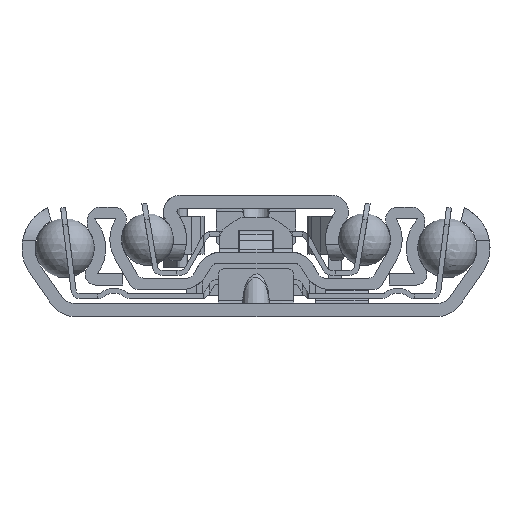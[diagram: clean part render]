
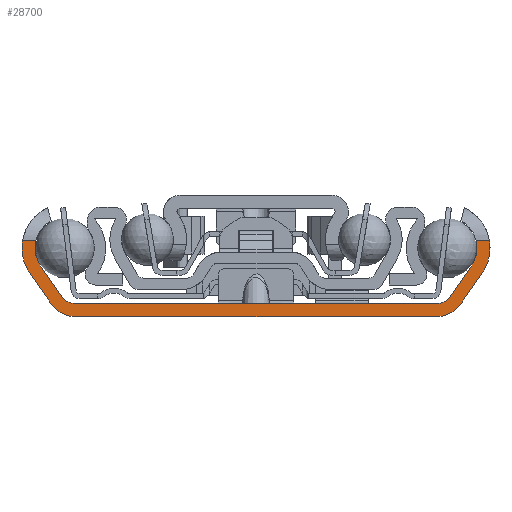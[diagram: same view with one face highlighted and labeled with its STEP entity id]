
A CAD part, left-side view. The second image highlights one B-rep face of the part: STEP entity #28700.
In plain terms, the highlighted planar face has unit normal (-1, 0, 0).
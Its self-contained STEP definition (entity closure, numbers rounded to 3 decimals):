
#555=PLANE('',#30693);
#1683=FACE_OUTER_BOUND('',#3178,.T.);
#3178=EDGE_LOOP('',(#20072,#20073,#20074,#20075,#20076,#20077,#20078,#20079,
#20080,#20081,#20082,#20083,#20084,#20085,#20086,#20087));
#4649=LINE('',#42189,#7452);
#4865=LINE('',#43621,#7668);
#4913=LINE('',#43818,#7716);
#4914=LINE('',#43833,#7717);
#4918=LINE('',#43844,#7721);
#4920=LINE('',#43851,#7723);
#4923=LINE('',#43860,#7726);
#4925=LINE('',#43867,#7728);
#7452=VECTOR('',#33329,10.);
#7668=VECTOR('',#34091,10.);
#7716=VECTOR('',#34231,10.);
#7717=VECTOR('',#34236,10.);
#7721=VECTOR('',#34252,10.);
#7723=VECTOR('',#34260,10.);
#7726=VECTOR('',#34273,10.);
#7728=VECTOR('',#34281,10.);
#10360=CIRCLE('',#30553,6.725);
#10369=CIRCLE('',#30564,4.75);
#10406=CIRCLE('',#30678,4.5);
#10407=CIRCLE('',#30681,4.75);
#10408=CIRCLE('',#30684,2.25);
#10409=CIRCLE('',#30686,2.25);
#10410=CIRCLE('',#30689,6.725);
#10411=CIRCLE('',#30692,4.5);
#11628=VERTEX_POINT('',#42187);
#11629=VERTEX_POINT('',#42188);
#11839=VERTEX_POINT('',#43363);
#11840=VERTEX_POINT('',#43376);
#11852=VERTEX_POINT('',#43406);
#11853=VERTEX_POINT('',#43417);
#11916=VERTEX_POINT('',#43619);
#11917=VERTEX_POINT('',#43620);
#11954=VERTEX_POINT('',#43804);
#11956=VERTEX_POINT('',#43821);
#11958=VERTEX_POINT('',#43840);
#11959=VERTEX_POINT('',#43846);
#11960=VERTEX_POINT('',#43850);
#11961=VERTEX_POINT('',#43856);
#11962=VERTEX_POINT('',#43862);
#11963=VERTEX_POINT('',#43866);
#14585=EDGE_CURVE('',#11628,#11629,#4649,.T.);
#14890=EDGE_CURVE('',#11839,#11840,#10360,.T.);
#14907=EDGE_CURVE('',#11852,#11853,#10369,.T.);
#15009=EDGE_CURVE('',#11916,#11917,#4865,.T.);
#15079=EDGE_CURVE('',#11954,#11852,#4913,.T.);
#15082=EDGE_CURVE('',#11956,#11839,#4914,.T.);
#15086=EDGE_CURVE('',#11958,#11916,#10406,.T.);
#15088=EDGE_CURVE('',#11840,#11958,#4918,.T.);
#15090=EDGE_CURVE('',#11959,#11956,#10407,.T.);
#15091=EDGE_CURVE('',#11960,#11959,#4920,.T.);
#15093=EDGE_CURVE('',#11629,#11960,#10408,.T.);
#15094=EDGE_CURVE('',#11961,#11628,#10409,.T.);
#15096=EDGE_CURVE('',#11853,#11961,#4923,.T.);
#15098=EDGE_CURVE('',#11962,#11954,#10410,.T.);
#15099=EDGE_CURVE('',#11963,#11962,#4925,.T.);
#15101=EDGE_CURVE('',#11917,#11963,#10411,.T.);
#20072=ORIENTED_EDGE('',*,*,#15082,.F.);
#20073=ORIENTED_EDGE('',*,*,#15090,.F.);
#20074=ORIENTED_EDGE('',*,*,#15091,.F.);
#20075=ORIENTED_EDGE('',*,*,#15093,.F.);
#20076=ORIENTED_EDGE('',*,*,#14585,.F.);
#20077=ORIENTED_EDGE('',*,*,#15094,.F.);
#20078=ORIENTED_EDGE('',*,*,#15096,.F.);
#20079=ORIENTED_EDGE('',*,*,#14907,.F.);
#20080=ORIENTED_EDGE('',*,*,#15079,.F.);
#20081=ORIENTED_EDGE('',*,*,#15098,.F.);
#20082=ORIENTED_EDGE('',*,*,#15099,.F.);
#20083=ORIENTED_EDGE('',*,*,#15101,.F.);
#20084=ORIENTED_EDGE('',*,*,#15009,.F.);
#20085=ORIENTED_EDGE('',*,*,#15086,.F.);
#20086=ORIENTED_EDGE('',*,*,#15088,.F.);
#20087=ORIENTED_EDGE('',*,*,#14890,.F.);
#28700=ADVANCED_FACE('',(#1683),#555,.F.);
#30553=AXIS2_PLACEMENT_3D('',#43377,#33861,#33862);
#30564=AXIS2_PLACEMENT_3D('',#43418,#33890,#33891);
#30678=AXIS2_PLACEMENT_3D('',#43841,#34247,#34248);
#30681=AXIS2_PLACEMENT_3D('',#43848,#34256,#34257);
#30684=AXIS2_PLACEMENT_3D('',#43854,#34264,#34265);
#30686=AXIS2_PLACEMENT_3D('',#43857,#34268,#34269);
#30689=AXIS2_PLACEMENT_3D('',#43864,#34277,#34278);
#30692=AXIS2_PLACEMENT_3D('',#43870,#34285,#34286);
#30693=AXIS2_PLACEMENT_3D('',#43871,#34287,#34288);
#33329=DIRECTION('',(0.,-1.,0.));
#33861=DIRECTION('center_axis',(1.,0.,0.));
#33862=DIRECTION('ref_axis',(0.,-0.421,0.907));
#33890=DIRECTION('center_axis',(-1.,0.,0.));
#33891=DIRECTION('ref_axis',(0.,-0.819,0.574));
#34091=DIRECTION('',(0.,1.,0.));
#34231=DIRECTION('',(0.,-1.,0.));
#34236=DIRECTION('',(0.,-1.,0.));
#34247=DIRECTION('center_axis',(1.,0.,0.));
#34248=DIRECTION('ref_axis',(0.,-0.819,-0.574));
#34252=DIRECTION('',(0.,0.574,-0.819));
#34256=DIRECTION('center_axis',(-1.,0.,0.));
#34257=DIRECTION('ref_axis',(0.,0.489,-0.872));
#34260=DIRECTION('',(0.,-0.574,0.819));
#34264=DIRECTION('center_axis',(-1.,0.,0.));
#34265=DIRECTION('ref_axis',(0.,0.819,0.574));
#34268=DIRECTION('center_axis',(-1.,0.,0.));
#34269=DIRECTION('ref_axis',(0.,0.,1.));
#34273=DIRECTION('',(0.,-0.574,-0.819));
#34277=DIRECTION('center_axis',(1.,0.,0.));
#34278=DIRECTION('ref_axis',(0.,0.819,-0.574));
#34281=DIRECTION('',(0.,0.574,0.819));
#34285=DIRECTION('center_axis',(1.,0.,0.));
#34286=DIRECTION('ref_axis',(0.,0.,-1.));
#34287=DIRECTION('center_axis',(1.,0.,0.));
#34288=DIRECTION('ref_axis',(0.,0.,-1.));
#42187=CARTESIAN_POINT('',(0.,27.471,2.));
#42188=CARTESIAN_POINT('',(0.,-27.471,2.));
#42189=CARTESIAN_POINT('',(0.,27.471,2.));
#43363=CARTESIAN_POINT('',(0.,-35.359,11.5));
#43376=CARTESIAN_POINT('',(0.,-34.234,6.543));
#43377=CARTESIAN_POINT('Origin',(0.,-28.725,10.4));
#43406=CARTESIAN_POINT('',(0.,33.346,11.5));
#43417=CARTESIAN_POINT('',(0.,32.616,7.676));
#43418=CARTESIAN_POINT('Origin',(0.,28.725,10.4));
#43619=CARTESIAN_POINT('',(0.,-27.31,0.));
#43620=CARTESIAN_POINT('',(0.,27.31,0.));
#43621=CARTESIAN_POINT('',(0.,0.,0.));
#43804=CARTESIAN_POINT('',(0.,35.359,11.5));
#43818=CARTESIAN_POINT('',(0.,0.,11.5));
#43821=CARTESIAN_POINT('',(0.,-33.346,11.5));
#43833=CARTESIAN_POINT('',(0.,0.,11.5));
#43840=CARTESIAN_POINT('',(0.,-30.996,1.919));
#43841=CARTESIAN_POINT('Origin',(0.,-27.31,4.5));
#43844=CARTESIAN_POINT('',(0.,-34.234,6.543));
#43846=CARTESIAN_POINT('',(0.,-32.616,7.676));
#43848=CARTESIAN_POINT('Origin',(0.,-28.725,10.4));
#43850=CARTESIAN_POINT('',(0.,-29.314,2.959));
#43851=CARTESIAN_POINT('',(0.,-29.314,2.959));
#43854=CARTESIAN_POINT('Origin',(0.,-27.471,4.25));
#43856=CARTESIAN_POINT('',(0.,29.314,2.959));
#43857=CARTESIAN_POINT('Origin',(0.,27.471,4.25));
#43860=CARTESIAN_POINT('',(0.,32.616,7.676));
#43862=CARTESIAN_POINT('',(0.,34.234,6.543));
#43864=CARTESIAN_POINT('Origin',(0.,28.725,10.4));
#43866=CARTESIAN_POINT('',(0.,30.996,1.919));
#43867=CARTESIAN_POINT('',(0.,30.996,1.919));
#43870=CARTESIAN_POINT('Origin',(0.,27.31,4.5));
#43871=CARTESIAN_POINT('Origin',(0.,0.,3.636));
